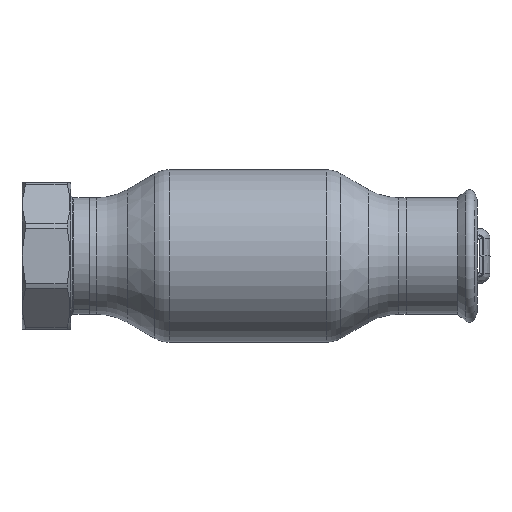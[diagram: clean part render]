
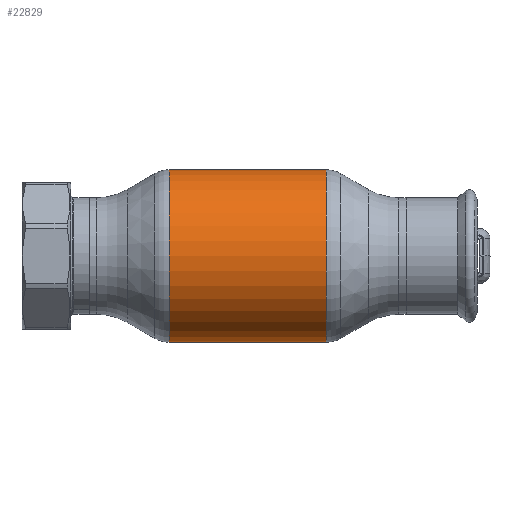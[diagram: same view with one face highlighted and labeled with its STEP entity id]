
A CAD part, front view. The second image highlights one B-rep face of the part: STEP entity #22829.
In plain terms, the highlighted cylindrical face has radius 42.5 mm (diameter 85 mm), a partial arc.
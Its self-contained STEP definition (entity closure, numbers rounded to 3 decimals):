
#1232 = DIRECTION ( 'NONE',  ( 0., 0., 1. ) ) ;
#1747 = CARTESIAN_POINT ( 'NONE',  ( -62.69, 0., 42.5 ) ) ;
#4072 = CARTESIAN_POINT ( 'NONE',  ( 38.749, 0., 42.5 ) ) ;
#4418 = CYLINDRICAL_SURFACE ( 'NONE', #44441, 42.5 ) ;
#5225 = DIRECTION ( 'NONE',  ( 0., 0., 1. ) ) ;
#5238 = ORIENTED_EDGE ( 'NONE', *, *, #35700, .T. ) ;
#5453 = CARTESIAN_POINT ( 'NONE',  ( -62.69, 0., 0. ) ) ;
#5821 = VECTOR ( 'NONE', #31468, 1000. ) ;
#7987 = CARTESIAN_POINT ( 'NONE',  ( -38.749, 0., -42.5 ) ) ;
#12024 = CARTESIAN_POINT ( 'NONE',  ( 38.749, 0., 0. ) ) ;
#12749 = ORIENTED_EDGE ( 'NONE', *, *, #43510, .F. ) ;
#14863 = DIRECTION ( 'NONE',  ( -1., 0., 0. ) ) ;
#18833 = DIRECTION ( 'NONE',  ( 0., 0., 1. ) ) ;
#21057 = FACE_OUTER_BOUND ( 'NONE', #58763, .T. ) ;
#22829 = ADVANCED_FACE ( 'NONE', ( #21057 ), #4418, .T. ) ;
#23988 = CARTESIAN_POINT ( 'NONE',  ( -62.69, 0., -42.5 ) ) ;
#28120 = AXIS2_PLACEMENT_3D ( 'NONE', #12024, #42597, #1232 ) ;
#29758 = LINE ( 'NONE', #23988, #36092 ) ;
#30484 = ORIENTED_EDGE ( 'NONE', *, *, #40244, .F. ) ;
#30915 = CIRCLE ( 'NONE', #46089, 42.5 ) ;
#31468 = DIRECTION ( 'NONE',  ( -1., 0., 0. ) ) ;
#35611 = DIRECTION ( 'NONE',  ( -1., 0., 0. ) ) ;
#35700 = EDGE_CURVE ( 'NONE', #53454, #50929, #46285, .T. ) ;
#36092 = VECTOR ( 'NONE', #39086, 1000. ) ;
#39086 = DIRECTION ( 'NONE',  ( -1., 0., 0. ) ) ;
#40062 = EDGE_CURVE ( 'NONE', #57641, #53454, #55728, .T. ) ;
#40185 = CARTESIAN_POINT ( 'NONE',  ( 38.749, 0., -42.5 ) ) ;
#40244 = EDGE_CURVE ( 'NONE', #57641, #57941, #29758, .T. ) ;
#42597 = DIRECTION ( 'NONE',  ( -1., 0., 0. ) ) ;
#43510 = EDGE_CURVE ( 'NONE', #57941, #50929, #30915, .T. ) ;
#44090 = CARTESIAN_POINT ( 'NONE',  ( -38.749, 0., 42.5 ) ) ;
#44441 = AXIS2_PLACEMENT_3D ( 'NONE', #5453, #35611, #5225 ) ;
#46089 = AXIS2_PLACEMENT_3D ( 'NONE', #54731, #14863, #18833 ) ;
#46285 = LINE ( 'NONE', #1747, #5821 ) ;
#50929 = VERTEX_POINT ( 'NONE', #44090 ) ;
#52203 = ORIENTED_EDGE ( 'NONE', *, *, #40062, .T. ) ;
#53454 = VERTEX_POINT ( 'NONE', #4072 ) ;
#54731 = CARTESIAN_POINT ( 'NONE',  ( -38.749, 0., 0. ) ) ;
#55728 = CIRCLE ( 'NONE', #28120, 42.5 ) ;
#57641 = VERTEX_POINT ( 'NONE', #40185 ) ;
#57941 = VERTEX_POINT ( 'NONE', #7987 ) ;
#58763 = EDGE_LOOP ( 'NONE', ( #30484, #52203, #5238, #12749 ) ) ;
